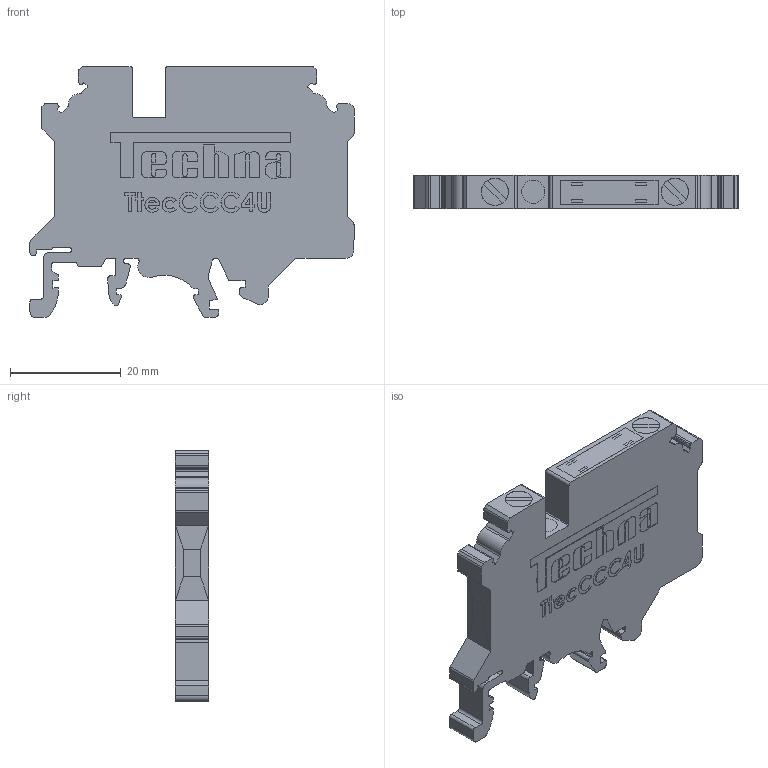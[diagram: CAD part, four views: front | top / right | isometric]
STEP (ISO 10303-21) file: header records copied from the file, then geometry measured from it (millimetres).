
FILE_DESCRIPTION (( 'STEP AP214' ), '1' );
FILE_NAME ('TtecCCC4U.STEP', '2020-06-12T08:35:37', ( '' ), ( '' ), 'SwSTEP 2.0', 'SolidWorks 2020', '' );
FILE_SCHEMA (( 'AUTOMOTIVE_DESIGN' ));
Length unit declared in the file: millimetre
Products named in the file (1): TtecCCC4U
Bounding box: 58.51 x 6 x 45.31 mm (x, y, z)
Volume: 11592.2 mm3; surface area: 5783.8 mm2
Topology: 1 solids, 1 shells, 744 faces, 2064 edges, 1368 vertices
Faces by surface type: plane 420, cylinder 234, bspline 90
Entity records: 34667 total; most frequent: CARTESIAN_POINT 10459, ORIENTED_EDGE 4128, DIRECTION 3670, EDGE_CURVE 2064, LINE 1408, VECTOR 1408, VERTEX_POINT 1368, AXIS2_PLACEMENT_3D 1131
